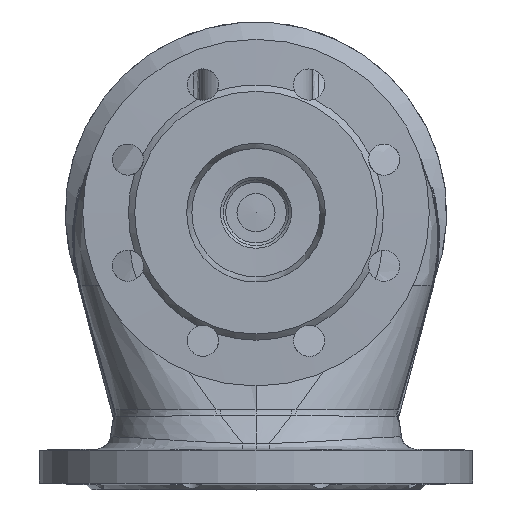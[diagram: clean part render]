
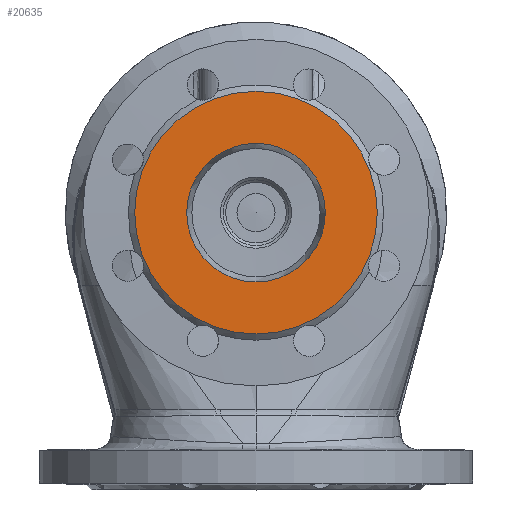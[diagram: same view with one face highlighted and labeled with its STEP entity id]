
A CAD part, front view. The second image highlights one B-rep face of the part: STEP entity #20635.
In plain terms, the highlighted planar face has unit normal (0, -1, 0).
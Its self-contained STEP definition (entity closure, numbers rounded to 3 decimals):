
#161=FACE_BOUND('',#2670,.T.);
#352=PLANE('',#21879);
#1505=FACE_OUTER_BOUND('',#2669,.T.);
#2669=EDGE_LOOP('',(#15154));
#2670=EDGE_LOOP('',(#15155));
#8607=CIRCLE('',#21878,40.);
#8608=CIRCLE('',#21880,70.);
#9221=VERTEX_POINT('',#55670);
#9222=VERTEX_POINT('',#55674);
#11489=EDGE_CURVE('',#9221,#9221,#8607,.T.);
#11490=EDGE_CURVE('',#9222,#9222,#8608,.T.);
#15154=ORIENTED_EDGE('',*,*,#11490,.T.);
#15155=ORIENTED_EDGE('',*,*,#11489,.T.);
#20635=ADVANCED_FACE('',(#1505,#161),#352,.T.);
#21878=AXIS2_PLACEMENT_3D('',#55672,#23649,#23650);
#21879=AXIS2_PLACEMENT_3D('',#55673,#23651,#23652);
#21880=AXIS2_PLACEMENT_3D('',#55675,#23653,#23654);
#23649=DIRECTION('center_axis',(0.,1.,0.));
#23650=DIRECTION('ref_axis',(0.,0.,-1.));
#23651=DIRECTION('center_axis',(0.,-1.,0.));
#23652=DIRECTION('ref_axis',(0.,0.,1.));
#23653=DIRECTION('center_axis',(0.,-1.,0.));
#23654=DIRECTION('ref_axis',(0.,0.,-1.));
#55670=CARTESIAN_POINT('',(0.,-195.,-40.));
#55672=CARTESIAN_POINT('Origin',(0.,-195.,0.));
#55673=CARTESIAN_POINT('Origin',(0.,-195.,0.));
#55674=CARTESIAN_POINT('',(0.,-195.,70.));
#55675=CARTESIAN_POINT('Origin',(0.,-195.,0.));
